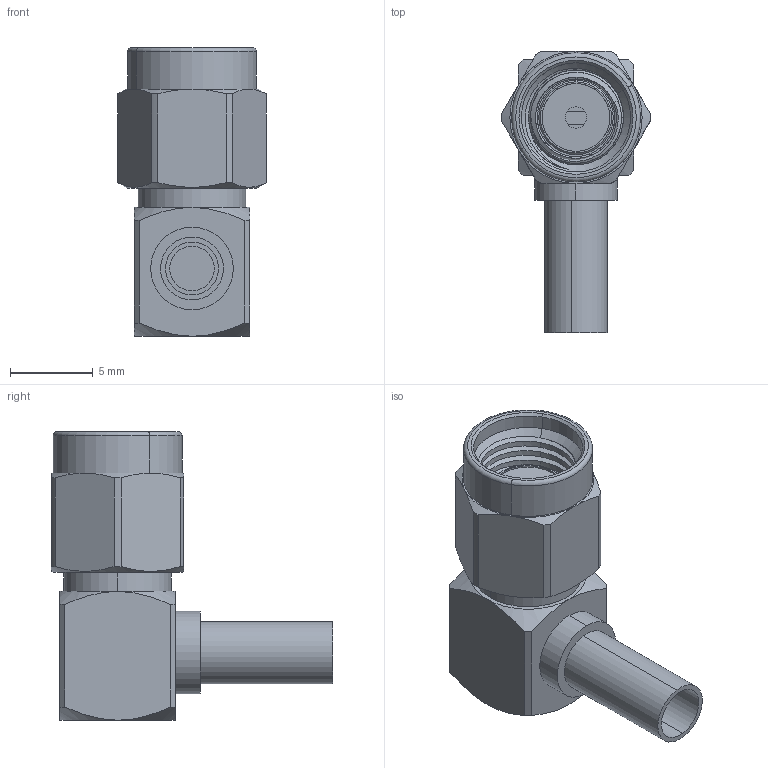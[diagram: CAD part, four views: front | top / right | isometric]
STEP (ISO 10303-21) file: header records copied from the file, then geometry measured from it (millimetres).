
FILE_DESCRIPTION (( 'STEP AP214' ), '1' );
FILE_NAME ('31-105-1-J3-AD.STEP', '2024-08-12T19:13:33', ( '' ), ( '' ), 'SwSTEP 2.0', 'SolidWorks 2024', '' );
FILE_SCHEMA (( 'AUTOMOTIVE_DESIGN' ));
Length unit declared in the file: millimetre
Products named in the file (1): 31-105-1-J3-AD
Bounding box: 9 x 17 x 17.45 mm (x, y, z)
Surface area: 969.1 mm2 (no closed solid volume)
Topology: 0 solids, 6 shells, 99 faces, 274 edges, 181 vertices
Faces by surface type: cylinder 35, cone 29, plane 28, bspline 5, torus 2
Entity records: 5966 total; most frequent: CARTESIAN_POINT 3671, ORIENTED_EDGE 478, DIRECTION 437, EDGE_CURVE 274, AXIS2_PLACEMENT_3D 184, VERTEX_POINT 181, EDGE_LOOP 109, FACE_OUTER_BOUND 99
